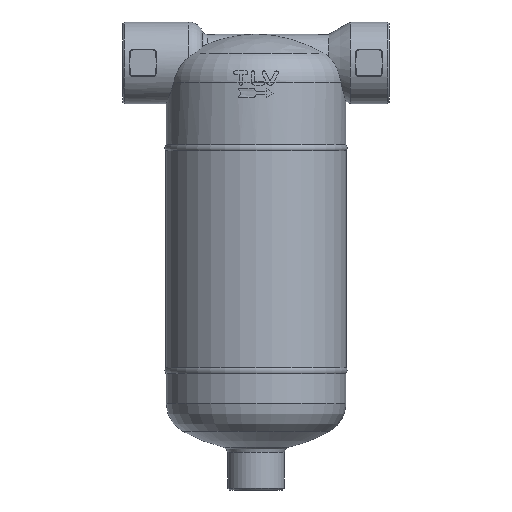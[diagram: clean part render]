
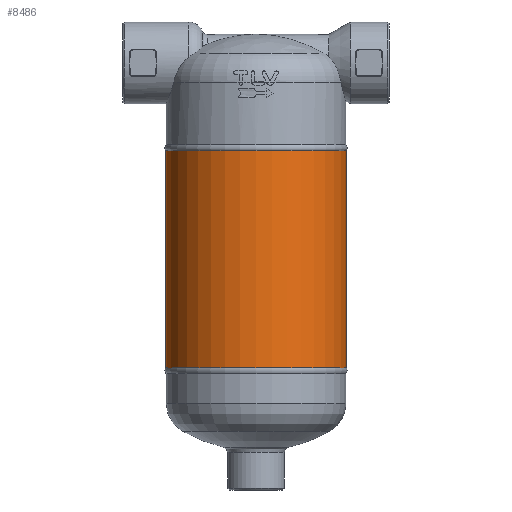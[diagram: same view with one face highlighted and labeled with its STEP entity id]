
A CAD part, front view. The second image highlights one B-rep face of the part: STEP entity #8486.
In plain terms, the highlighted cylindrical face has radius 50.8 mm (diameter 101.6 mm), a full revolution.
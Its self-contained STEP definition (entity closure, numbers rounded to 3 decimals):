
#8205=CARTESIAN_POINT('',(-50.8,0.,-123.739));
#8206=VERTEX_POINT('',#8205);
#8207=CARTESIAN_POINT('',(0.,0.0,-123.739));
#8208=DIRECTION('',(0.0,0.0,-1.0));
#8209=DIRECTION('',(1.0,0.0,0.0));
#8210=AXIS2_PLACEMENT_3D('',#8207,#8208,#8209);
#8211=CIRCLE('',#8210,50.8);
#8212=EDGE_CURVE('',#8206,#8206,#8211,.T.);
#8222=CARTESIAN_POINT('',(-50.8,0.,-1.761));
#8223=VERTEX_POINT('',#8222);
#8224=CARTESIAN_POINT('',(0.,0.0,-1.761));
#8225=DIRECTION('',(0.0,0.0,1.0));
#8226=DIRECTION('',(1.0,0.0,0.0));
#8227=AXIS2_PLACEMENT_3D('',#8224,#8225,#8226);
#8228=CIRCLE('',#8227,50.8);
#8229=EDGE_CURVE('',#8223,#8223,#8228,.T.);
#8475=CARTESIAN_POINT('',(0.,0.0,0.));
#8476=DIRECTION('',(0.,0.0,-1.0));
#8477=DIRECTION('',(1.0,0.0,0.0));
#8478=AXIS2_PLACEMENT_3D('',#8475,#8476,#8477);
#8479=CYLINDRICAL_SURFACE('',#8478,50.8);
#8480=ORIENTED_EDGE('',*,*,#8229,.F.);
#8481=EDGE_LOOP('',(#8480));
#8482=FACE_OUTER_BOUND('',#8481,.T.);
#8483=ORIENTED_EDGE('',*,*,#8212,.F.);
#8484=EDGE_LOOP('',(#8483));
#8485=FACE_BOUND('',#8484,.T.);
#8486=ADVANCED_FACE('',(#8482,#8485),#8479,.T.);
